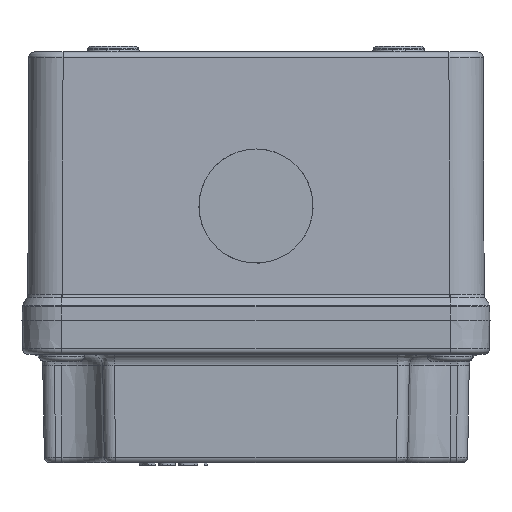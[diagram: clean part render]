
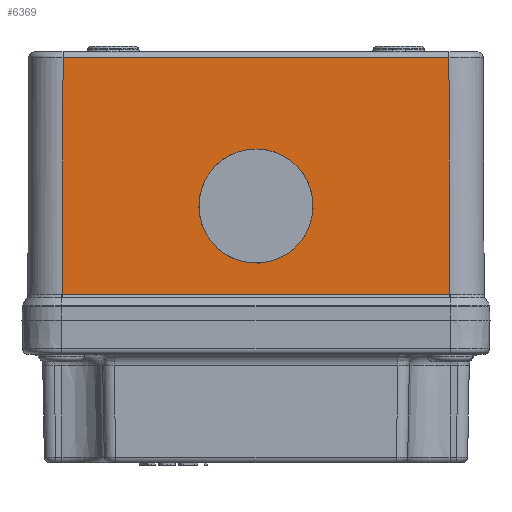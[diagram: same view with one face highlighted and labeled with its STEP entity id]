
A CAD part, left-side view. The second image highlights one B-rep face of the part: STEP entity #6369.
In plain terms, the highlighted face is planar.
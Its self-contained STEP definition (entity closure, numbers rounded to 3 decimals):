
#2419=ELLIPSE('',#19935,10.,10.);
#2808=LINE('',#29287,#3753);
#2809=LINE('',#29290,#3754);
#2810=LINE('',#29292,#3755);
#2811=LINE('',#29294,#3756);
#3753=VECTOR('',#22792,1.);
#3754=VECTOR('',#22793,1.);
#3755=VECTOR('',#22794,1.);
#3756=VECTOR('',#22795,1.);
#6369=ADVANCED_FACE('',(#7568,#7569),#7313,.T.);
#7313=PLANE('',#19936);
#7568=FACE_BOUND('',#8157,.T.);
#7569=FACE_BOUND('',#8158,.T.);
#8157=EDGE_LOOP('',(#10352,#10353,#10354,#10355));
#8158=EDGE_LOOP('',(#10356));
#10352=ORIENTED_EDGE('',*,*,#16252,.T.);
#10353=ORIENTED_EDGE('',*,*,#16253,.T.);
#10354=ORIENTED_EDGE('',*,*,#16254,.T.);
#10355=ORIENTED_EDGE('',*,*,#16255,.T.);
#10356=ORIENTED_EDGE('',*,*,#16256,.T.);
#14503=VERTEX_POINT('',#29288);
#14504=VERTEX_POINT('',#29289);
#14505=VERTEX_POINT('',#29291);
#14506=VERTEX_POINT('',#29293);
#14507=VERTEX_POINT('',#29296);
#16252=EDGE_CURVE('',#14503,#14504,#2808,.T.);
#16253=EDGE_CURVE('',#14504,#14505,#2809,.T.);
#16254=EDGE_CURVE('',#14505,#14506,#2810,.T.);
#16255=EDGE_CURVE('',#14506,#14503,#2811,.T.);
#16256=EDGE_CURVE('',#14507,#14507,#2419,.T.);
#19935=AXIS2_PLACEMENT_3D('',#29295,#22796,#22797);
#19936=AXIS2_PLACEMENT_3D('',#29297,#22798,#22799);
#22792=DIRECTION('',(0.004,0.004,1.));
#22793=DIRECTION('',(0.,-1.,0.));
#22794=DIRECTION('',(-0.004,0.004,-1.));
#22795=DIRECTION('',(0.,1.,0.));
#22796=DIRECTION('',(-1.,0.,0.004));
#22797=DIRECTION('',(-0.004,0.,-1.));
#22798=DIRECTION('',(1.,0.,-0.004));
#22799=DIRECTION('',(0.004,0.,1.));
#29287=CARTESIAN_POINT('',(189.999,33.999,-0.148));
#29288=CARTESIAN_POINT('',(189.799,33.799,-46.004));
#29289=CARTESIAN_POINT('',(189.98,33.98,-4.511));
#29290=CARTESIAN_POINT('',(189.98,-33.982,-4.511));
#29291=CARTESIAN_POINT('',(189.98,-33.98,-4.511));
#29292=CARTESIAN_POINT('',(189.999,-33.999,-0.148));
#29293=CARTESIAN_POINT('',(189.799,-33.799,-46.004));
#29294=CARTESIAN_POINT('',(189.799,33.795,-46.004));
#29295=CARTESIAN_POINT('',(189.913,0.,-20.));
#29296=CARTESIAN_POINT('',(189.869,0.,-30.));
#29297=CARTESIAN_POINT('',(190.,0.,0.));
